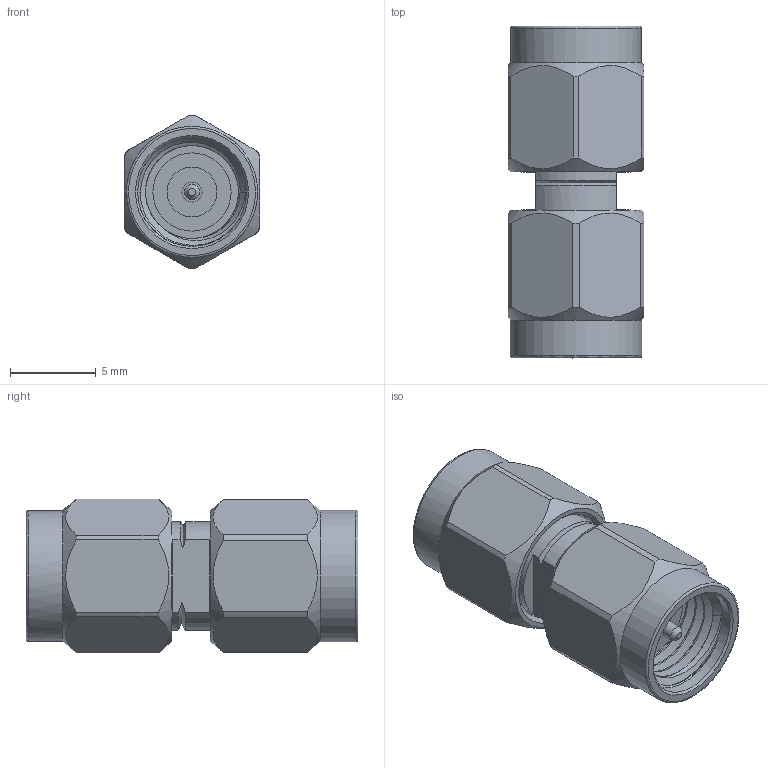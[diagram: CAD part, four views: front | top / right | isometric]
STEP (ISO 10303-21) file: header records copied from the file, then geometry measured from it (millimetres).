
FILE_DESCRIPTION (( 'STEP AP203' ), '1' );
FILE_NAME ('SM3190_3D.step', '2020-08-18T22:18:33', ( '' ), ( '' ), 'SwSTEP 2.0', 'SolidWorks 2018', '' );
FILE_SCHEMA (( 'CONFIG_CONTROL_DESIGN' ));
Length unit declared in the file: inch
Products named in the file (1): SM3190_3D
Bounding box: 7.94 x 19.38 x 8.99 mm (x, y, z)
Volume: 656.2 mm3; surface area: 1159.1 mm2
Topology: 1 solids, 1 shells, 98 faces, 244 edges, 162 vertices
Faces by surface type: cylinder 37, plane 35, cone 18, bspline 7, torus 1
Full cylindrical faces by diameter (mm): 0.533 x1, 0.914 x1, 0.94 x1, 1.168 x1, 2.4 x1, 2.92 x1, 4.572 x2, 6.35 x8, 6.604 x2, 7 x4, 7.641 x1, 7.671 x1
Entity records: 4735 total; most frequent: CARTESIAN_POINT 2850, DIRECTION 354, ORIENTED_EDGE 348, EDGE_CURVE 174, AXIS2_PLACEMENT_3D 156, EDGE_LOOP 131, VERTEX_POINT 129, FACE_OUTER_BOUND 107
